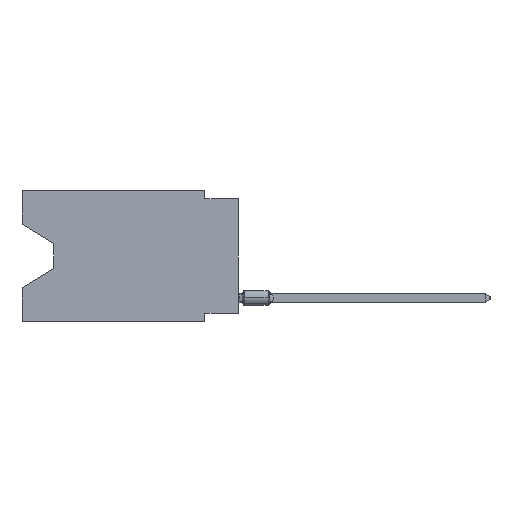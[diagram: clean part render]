
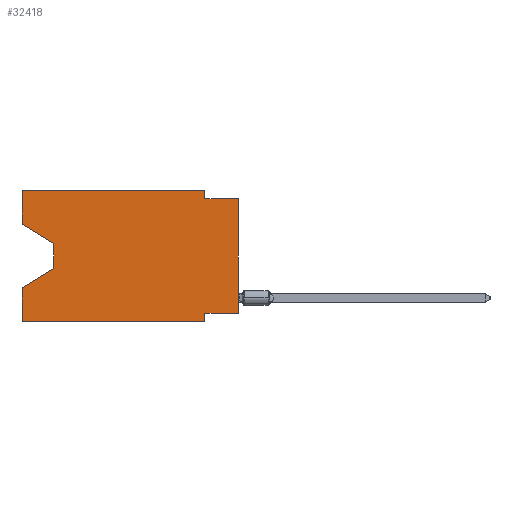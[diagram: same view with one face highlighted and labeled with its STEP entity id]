
A CAD part, left-side view. The second image highlights one B-rep face of the part: STEP entity #32418.
In plain terms, the highlighted planar face has unit normal (-1, 0, 0).
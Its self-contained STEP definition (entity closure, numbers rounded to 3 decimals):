
#678 = CARTESIAN_POINT ( 'NONE',  ( 0., 2.54, 0. ) ) ;
#690 = CARTESIAN_POINT ( 'NONE',  ( 0., 16.383, -2.546 ) ) ;
#832 = DIRECTION ( 'NONE',  ( 0., 0., 1. ) ) ;
#1548 = LINE ( 'NONE', #10317, #18847 ) ;
#1693 = ORIENTED_EDGE ( 'NONE', *, *, #14004, .T. ) ;
#1793 = ORIENTED_EDGE ( 'NONE', *, *, #31697, .F. ) ;
#2068 = DIRECTION ( 'NONE',  ( 1., 0., 0. ) ) ;
#2549 = EDGE_CURVE ( 'NONE', #19459, #4665, #34100, .T. ) ;
#2583 = ORIENTED_EDGE ( 'NONE', *, *, #2549, .F. ) ;
#3483 = DIRECTION ( 'NONE',  ( 0., 1., 0. ) ) ;
#3622 = VECTOR ( 'NONE', #29139, 1000. ) ;
#3772 = AXIS2_PLACEMENT_3D ( 'NONE', #12842, #2068, #18321 ) ;
#4665 = VERTEX_POINT ( 'NONE', #22143 ) ;
#5114 = LINE ( 'NONE', #13683, #25659 ) ;
#5177 = FACE_OUTER_BOUND ( 'NONE', #23485, .T. ) ;
#5582 = DIRECTION ( 'NONE',  ( 0., -1., 0. ) ) ;
#6056 = ORIENTED_EDGE ( 'NONE', *, *, #21837, .T. ) ;
#6371 = CARTESIAN_POINT ( 'NONE',  ( 0., 2.54, 0. ) ) ;
#6567 = VECTOR ( 'NONE', #35328, 1000. ) ;
#6827 = DIRECTION ( 'NONE',  ( 0., -1., 0. ) ) ;
#7100 = VERTEX_POINT ( 'NONE', #30495 ) ;
#7160 = CARTESIAN_POINT ( 'NONE',  ( 0., 0., -9.271 ) ) ;
#7175 = CARTESIAN_POINT ( 'NONE',  ( 0., 2.54, -9.271 ) ) ;
#8009 = DIRECTION ( 'NONE',  ( 0., 0., -1. ) ) ;
#8430 = EDGE_CURVE ( 'NONE', #26989, #19459, #15224, .T. ) ;
#8491 = CARTESIAN_POINT ( 'NONE',  ( 0., 16.383, -7.36 ) ) ;
#8877 = CARTESIAN_POINT ( 'NONE',  ( 0., 16.383, 0. ) ) ;
#9078 = CARTESIAN_POINT ( 'NONE',  ( 0., 16.383, 0. ) ) ;
#9782 = DIRECTION ( 'NONE',  ( 0., -1., 0. ) ) ;
#10317 = CARTESIAN_POINT ( 'NONE',  ( 0., 16.383, -9.906 ) ) ;
#10373 = VERTEX_POINT ( 'NONE', #33632 ) ;
#10539 = CARTESIAN_POINT ( 'NONE',  ( 0., 0., -0.635 ) ) ;
#11256 = CARTESIAN_POINT ( 'NONE',  ( 0., 0., 0. ) ) ;
#11448 = ORIENTED_EDGE ( 'NONE', *, *, #15088, .T. ) ;
#11472 = CARTESIAN_POINT ( 'NONE',  ( 0., 13.97, -5.893 ) ) ;
#11705 = ORIENTED_EDGE ( 'NONE', *, *, #24285, .F. ) ;
#11787 = LINE ( 'NONE', #11256, #17645 ) ;
#11826 = DIRECTION ( 'NONE',  ( 0., -0.855, -0.519 ) ) ;
#12053 = EDGE_CURVE ( 'NONE', #7100, #27258, #31508, .T. ) ;
#12842 = CARTESIAN_POINT ( 'NONE',  ( 0., 16.383, 0. ) ) ;
#13570 = VERTEX_POINT ( 'NONE', #11472 ) ;
#13679 = EDGE_CURVE ( 'NONE', #21429, #10373, #25705, .T. ) ;
#13683 = CARTESIAN_POINT ( 'NONE',  ( 0., 2.54, -9.906 ) ) ;
#13854 = EDGE_CURVE ( 'NONE', #21429, #26989, #27670, .T. ) ;
#14004 = EDGE_CURVE ( 'NONE', #32781, #21362, #11787, .T. ) ;
#15088 = EDGE_CURVE ( 'NONE', #7100, #18214, #1548, .T. ) ;
#15224 = LINE ( 'NONE', #8877, #23290 ) ;
#16218 = CARTESIAN_POINT ( 'NONE',  ( 0., 13.97, -4.013 ) ) ;
#16481 = VECTOR ( 'NONE', #5582, 1000. ) ;
#17500 = DIRECTION ( 'NONE',  ( 0., 0., -1. ) ) ;
#17536 = ORIENTED_EDGE ( 'NONE', *, *, #8430, .F. ) ;
#17645 = VECTOR ( 'NONE', #832, 1000. ) ;
#18214 = VERTEX_POINT ( 'NONE', #33503 ) ;
#18321 = DIRECTION ( 'NONE',  ( 0., 0., -1. ) ) ;
#18847 = VECTOR ( 'NONE', #9782, 1000. ) ;
#18904 = LINE ( 'NONE', #10539, #16481 ) ;
#19459 = VERTEX_POINT ( 'NONE', #678 ) ;
#19902 = CARTESIAN_POINT ( 'NONE',  ( 0., 0., -0.635 ) ) ;
#20528 = DIRECTION ( 'NONE',  ( 0., 0.855, -0.519 ) ) ;
#20720 = CARTESIAN_POINT ( 'NONE',  ( 0., 16.383, 0. ) ) ;
#21362 = VERTEX_POINT ( 'NONE', #19902 ) ;
#21420 = PLANE ( 'NONE',  #3772 ) ;
#21429 = VERTEX_POINT ( 'NONE', #23166 ) ;
#21837 = EDGE_CURVE ( 'NONE', #13570, #27258, #23089, .T. ) ;
#22143 = CARTESIAN_POINT ( 'NONE',  ( 0., 2.54, -0.635 ) ) ;
#23089 = LINE ( 'NONE', #28920, #23309 ) ;
#23166 = CARTESIAN_POINT ( 'NONE',  ( 0., 16.383, -2.546 ) ) ;
#23290 = VECTOR ( 'NONE', #6827, 1000. ) ;
#23309 = VECTOR ( 'NONE', #20528, 1000. ) ;
#23485 = EDGE_LOOP ( 'NONE', ( #32520, #25053, #6056, #27678, #11448, #11705, #1793, #1693, #33741, #2583, #17536, #35831 ) ) ;
#24285 = EDGE_CURVE ( 'NONE', #27485, #18214, #5114, .T. ) ;
#24397 = CARTESIAN_POINT ( 'NONE',  ( 0., 16.383, 0. ) ) ;
#25053 = ORIENTED_EDGE ( 'NONE', *, *, #35015, .T. ) ;
#25659 = VECTOR ( 'NONE', #29756, 1000. ) ;
#25705 = LINE ( 'NONE', #690, #30419 ) ;
#25865 = VECTOR ( 'NONE', #3483, 1000. ) ;
#26097 = CARTESIAN_POINT ( 'NONE',  ( 0., 0., -9.271 ) ) ;
#26989 = VERTEX_POINT ( 'NONE', #20720 ) ;
#27258 = VERTEX_POINT ( 'NONE', #8491 ) ;
#27485 = VERTEX_POINT ( 'NONE', #7175 ) ;
#27670 = LINE ( 'NONE', #24397, #6567 ) ;
#27678 = ORIENTED_EDGE ( 'NONE', *, *, #12053, .F. ) ;
#28517 = VECTOR ( 'NONE', #17500, 1000. ) ;
#28920 = CARTESIAN_POINT ( 'NONE',  ( 0., 13.97, -5.893 ) ) ;
#29139 = DIRECTION ( 'NONE',  ( 0., 0., 1. ) ) ;
#29756 = DIRECTION ( 'NONE',  ( 0., 0., -1. ) ) ;
#30419 = VECTOR ( 'NONE', #11826, 1000. ) ;
#30483 = EDGE_CURVE ( 'NONE', #4665, #21362, #18904, .T. ) ;
#30495 = CARTESIAN_POINT ( 'NONE',  ( 0., 16.383, -9.906 ) ) ;
#31508 = LINE ( 'NONE', #9078, #3622 ) ;
#31697 = EDGE_CURVE ( 'NONE', #32781, #27485, #34310, .T. ) ;
#32418 = ADVANCED_FACE ( 'NONE', ( #5177 ), #21420, .F. ) ;
#32520 = ORIENTED_EDGE ( 'NONE', *, *, #13679, .T. ) ;
#32781 = VERTEX_POINT ( 'NONE', #7160 ) ;
#33054 = VECTOR ( 'NONE', #8009, 1000. ) ;
#33503 = CARTESIAN_POINT ( 'NONE',  ( 0., 2.54, -9.906 ) ) ;
#33632 = CARTESIAN_POINT ( 'NONE',  ( 0., 13.97, -4.013 ) ) ;
#33741 = ORIENTED_EDGE ( 'NONE', *, *, #30483, .F. ) ;
#34100 = LINE ( 'NONE', #6371, #28517 ) ;
#34310 = LINE ( 'NONE', #26097, #25865 ) ;
#35015 = EDGE_CURVE ( 'NONE', #10373, #13570, #35201, .T. ) ;
#35201 = LINE ( 'NONE', #16218, #33054 ) ;
#35328 = DIRECTION ( 'NONE',  ( 0., 0., 1. ) ) ;
#35831 = ORIENTED_EDGE ( 'NONE', *, *, #13854, .F. ) ;
